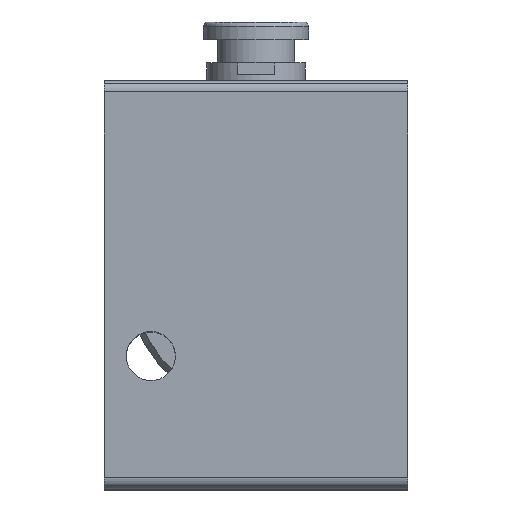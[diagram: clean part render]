
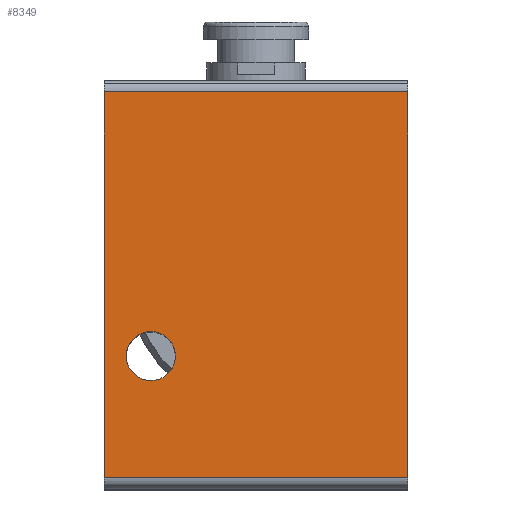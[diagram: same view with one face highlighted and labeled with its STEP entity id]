
A CAD part, top view. The second image highlights one B-rep face of the part: STEP entity #8349.
In plain terms, the highlighted face is planar.
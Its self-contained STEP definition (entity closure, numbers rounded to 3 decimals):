
#313=CARTESIAN_POINT('',(-11.,-6.25,-5.5));
#314=VERTEX_POINT('',#313);
#323=CARTESIAN_POINT('',(-11.,-6.25,-9.7));
#324=VERTEX_POINT('',#323);
#325=CARTESIAN_POINT('',(-11.,-6.25,-7.6));
#326=DIRECTION('',(0.0,1.0,0.0));
#327=DIRECTION('',(0.0,0.0,1.0));
#328=AXIS2_PLACEMENT_3D('',#325,#326,#327);
#329=CIRCLE('',#328,2.1);
#330=EDGE_CURVE('',#324,#314,#329,.T.);
#6306=CARTESIAN_POINT('',(11.0,-6.25,15.));
#6307=VERTEX_POINT('',#6306);
#6315=CARTESIAN_POINT('',(11.0,-6.25,-18.));
#6316=VERTEX_POINT('',#6315);
#6317=CARTESIAN_POINT('',(11.0,-6.25,-18.));
#6318=DIRECTION('',(0.0,0.0,1.0));
#6319=VECTOR('',#6318,33.);
#6320=LINE('',#6317,#6319);
#6321=EDGE_CURVE('',#6316,#6307,#6320,.T.);
#6526=CARTESIAN_POINT('',(-15.0,-6.25,-18.));
#6527=VERTEX_POINT('',#6526);
#6528=CARTESIAN_POINT('',(11.0,-6.25,-18.));
#6529=DIRECTION('',(-1.0,0.0,0.0));
#6530=VECTOR('',#6529,26.0);
#6531=LINE('',#6528,#6530);
#6532=EDGE_CURVE('',#6316,#6527,#6531,.T.);
#6592=CARTESIAN_POINT('',(-15.0,-6.25,15.));
#6593=VERTEX_POINT('',#6592);
#6601=CARTESIAN_POINT('',(-15.0,-6.25,15.));
#6602=DIRECTION('',(1.0,0.0,0.0));
#6603=VECTOR('',#6602,26.0);
#6604=LINE('',#6601,#6603);
#6605=EDGE_CURVE('',#6593,#6307,#6604,.T.);
#8287=CARTESIAN_POINT('',(-11.,-6.25,-7.6));
#8288=DIRECTION('',(0.0,1.0,0.0));
#8289=DIRECTION('',(0.0,0.0,1.0));
#8290=AXIS2_PLACEMENT_3D('',#8287,#8288,#8289);
#8291=CIRCLE('',#8290,2.1);
#8292=EDGE_CURVE('',#314,#324,#8291,.T.);
#8303=CARTESIAN_POINT('',(-15.0,-6.25,15.));
#8304=DIRECTION('',(0.0,0.0,-1.0));
#8305=VECTOR('',#8304,33.);
#8306=LINE('',#8303,#8305);
#8307=EDGE_CURVE('',#6593,#6527,#8306,.T.);
#8334=CARTESIAN_POINT('',(-2.,-6.25,-1.5));
#8335=DIRECTION('',(0.0,1.0,0.0));
#8336=DIRECTION('',(0.0,0.0,1.0));
#8337=AXIS2_PLACEMENT_3D('',#8334,#8335,#8336);
#8338=PLANE('',#8337);
#8339=ORIENTED_EDGE('',*,*,#6532,.F.);
#8340=ORIENTED_EDGE('',*,*,#6321,.T.);
#8341=ORIENTED_EDGE('',*,*,#6605,.F.);
#8342=ORIENTED_EDGE('',*,*,#8307,.T.);
#8343=EDGE_LOOP('',(#8339,#8340,#8341,#8342));
#8344=FACE_OUTER_BOUND('',#8343,.T.);
#8345=ORIENTED_EDGE('',*,*,#330,.T.);
#8346=ORIENTED_EDGE('',*,*,#8292,.T.);
#8347=EDGE_LOOP('',(#8345,#8346));
#8348=FACE_BOUND('',#8347,.T.);
#8349=ADVANCED_FACE('',(#8344,#8348),#8338,.F.);
